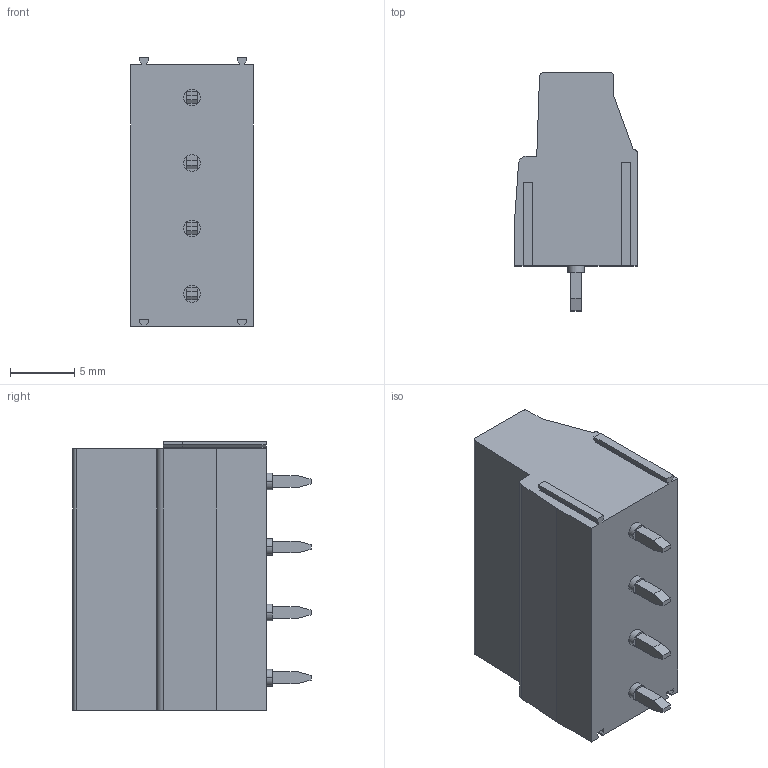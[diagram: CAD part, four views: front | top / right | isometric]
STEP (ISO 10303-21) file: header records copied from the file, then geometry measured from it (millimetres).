
FILE_DESCRIPTION(('STEP AP242'),'1');
FILE_NAME('70054424.stp','2018-11-18T13:17:04',('TraceParts'),('TraceParts S.A.'),'Spatial InterOp 3D',' ',' ');
FILE_SCHEMA(('AP242_MANAGED_MODEL_BASED_3D_ENGINEERING_MIM_LF {1 0 10303 442 1 1 4}'));
Length unit declared in the file: millimetre
Products named in the file (1): 70054424
Bounding box: 9.5 x 18.5 x 20.89 mm (x, y, z)
Volume: 2324.1 mm3; surface area: 1572.1 mm2
Topology: 1 solids, 1 shells, 255 faces, 639 edges, 410 vertices
Faces by surface type: plane 197, cylinder 50, sphere 8
Entity records: 9605 total; most frequent: CARTESIAN_POINT 1305, DIRECTION 1303, ORIENTED_EDGE 1278, EDGE_CURVE 639, LINE 487, VECTOR 487, VERTEX_POINT 410, AXIS2_PLACEMENT_3D 408
